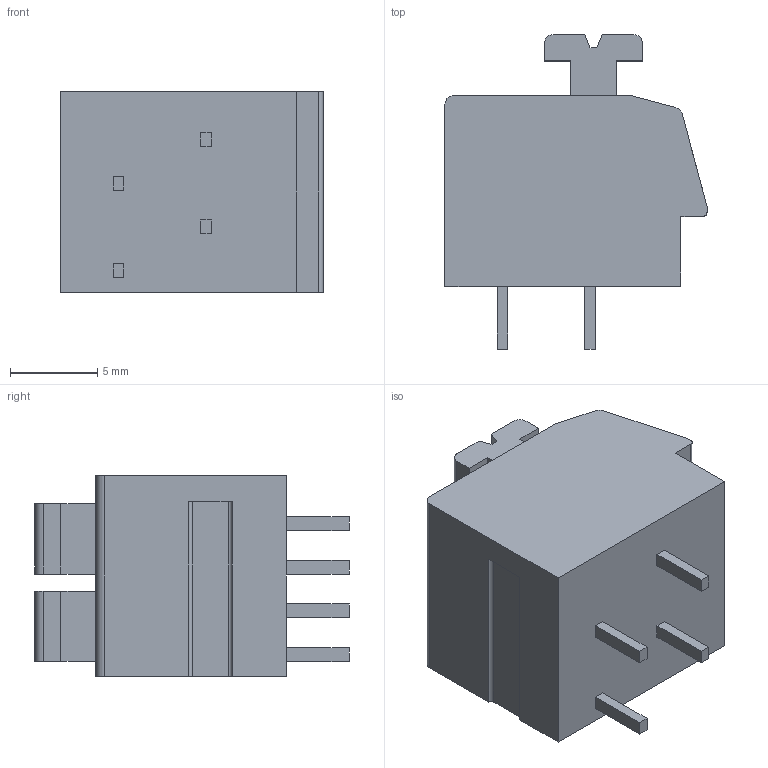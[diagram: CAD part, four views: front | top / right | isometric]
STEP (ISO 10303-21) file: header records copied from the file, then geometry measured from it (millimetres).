
FILE_DESCRIPTION( ( 'STEP AP214' ), '1' );
FILE_NAME( '804-102.stp', '2020-03-11T23:37:10', ( '' ), ( '' ), ' ', 'PARTsolutions', ' ' );
FILE_SCHEMA( ( 'AUTOMOTIVE_DESIGN { 1 0 10303 214 1 1 1 1 }' ) );
Length unit declared in the file: millimetre
Products named in the file (1): _804-102
Bounding box: 15 x 18 x 11.5 mm (x, y, z)
Volume: 1778.9 mm3; surface area: 1195 mm2
Topology: 1 solids, 1 shells, 93 faces, 237 edges, 156 vertices
Faces by surface type: plane 78, cylinder 13, cone 2
Full cylindrical faces by diameter (mm): 2.2 x2, 4.4 x2
Entity records: 3485 total; most frequent: CARTESIAN_POINT 477, ORIENTED_EDGE 458, DIRECTION 447, EDGE_CURVE 229, LINE 199, VECTOR 199, VERTEX_POINT 154, AXIS2_PLACEMENT_3D 124
